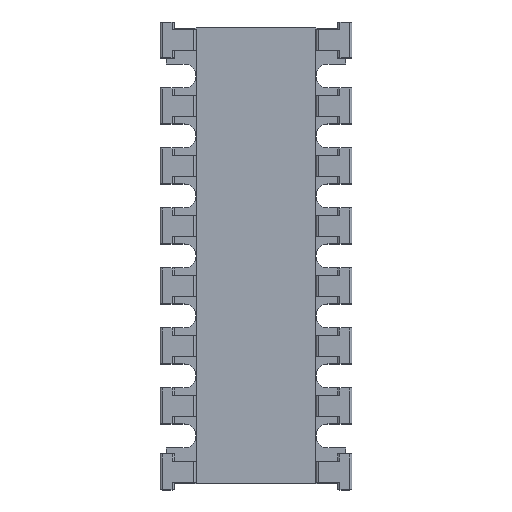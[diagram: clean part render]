
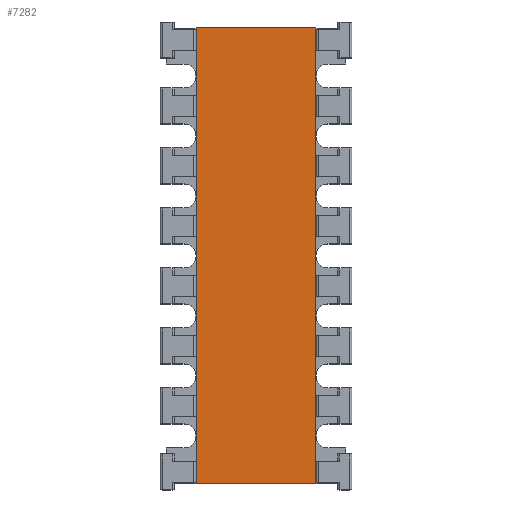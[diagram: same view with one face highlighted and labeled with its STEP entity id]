
A CAD part, top view. The second image highlights one B-rep face of the part: STEP entity #7282.
In plain terms, the highlighted planar face has unit normal (0, 0, 1).
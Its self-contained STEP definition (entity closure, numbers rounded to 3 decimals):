
#12=DIRECTION('',(0.,0.,1.));
#33=VECTOR('',#34,1.);
#34=DIRECTION('',(0.,1.,0.));
#46=DIRECTION('',(1.,0.,0.));
#57=VECTOR('',#46,1.);
#4318=ORIENTED_EDGE('',*,*,#4319,.F.);
#4319=EDGE_CURVE('',#4320,#4322,#4324,.T.);
#4320=VERTEX_POINT('',#4321);
#4321=CARTESIAN_POINT('',(-0.5,-1.9,0.45));
#4322=VERTEX_POINT('',#4323);
#4323=CARTESIAN_POINT('',(-0.5,1.9,0.45));
#4324=LINE('',#4321,#33);
#4485=ORIENTED_EDGE('',*,*,#4486,.T.);
#4486=EDGE_CURVE('',#4320,#4487,#4489,.T.);
#4487=VERTEX_POINT('',#4488);
#4488=CARTESIAN_POINT('',(0.5,-1.9,0.45));
#4489=LINE('',#4321,#57);
#6981=EDGE_CURVE('',#4322,#6982,#6984,.T.);
#6982=VERTEX_POINT('',#6983);
#6983=CARTESIAN_POINT('',(0.5,1.9,0.45));
#6984=LINE('',#4323,#57);
#7282=ADVANCED_FACE('',(#7283),#7289,.T.);
#7283=FACE_BOUND('',#7284,.T.);
#7284=EDGE_LOOP('',(#4318,#4485,#7285,#7288));
#7285=ORIENTED_EDGE('',*,*,#7286,.T.);
#7286=EDGE_CURVE('',#4487,#6982,#7287,.T.);
#7287=LINE('',#4488,#33);
#7288=ORIENTED_EDGE('',*,*,#6981,.F.);
#7289=PLANE('',#7290);
#7290=AXIS2_PLACEMENT_3D('',#4321,#12,#46);
